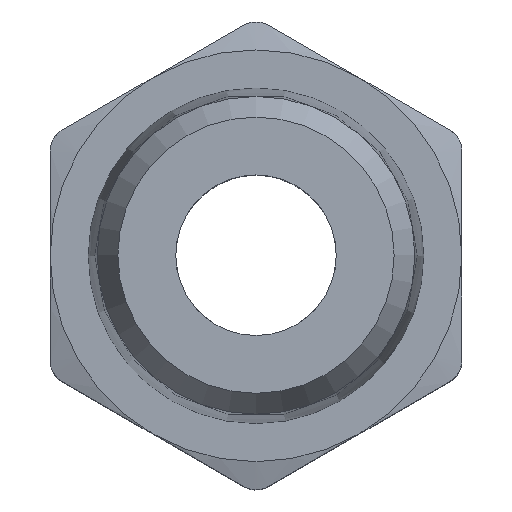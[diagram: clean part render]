
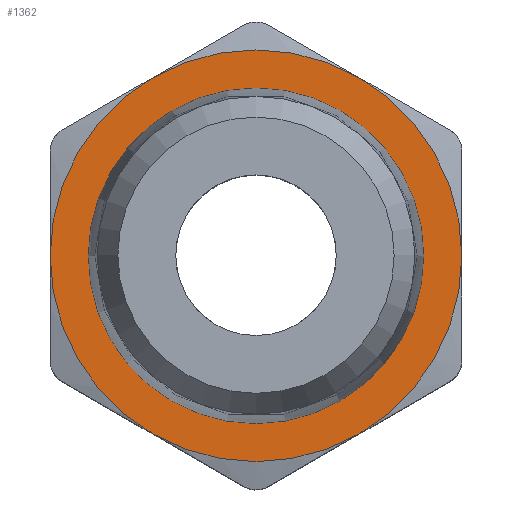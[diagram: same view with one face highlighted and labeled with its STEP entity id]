
A CAD part, top view. The second image highlights one B-rep face of the part: STEP entity #1362.
In plain terms, the highlighted planar face has unit normal (0, 0, 1).
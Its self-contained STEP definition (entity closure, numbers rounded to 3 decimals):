
#171=CIRCLE('',#1486,6.792);
#172=CIRCLE('',#1488,8.335);
#173=CIRCLE('',#1490,8.335);
#174=CIRCLE('',#1492,8.335);
#175=CIRCLE('',#1494,8.335);
#176=CIRCLE('',#1496,8.335);
#177=CIRCLE('',#1498,8.335);
#430=ORIENTED_EDGE('',*,*,#741,.F.);
#431=ORIENTED_EDGE('',*,*,#742,.T.);
#432=ORIENTED_EDGE('',*,*,#746,.T.);
#433=ORIENTED_EDGE('',*,*,#745,.T.);
#434=ORIENTED_EDGE('',*,*,#744,.T.);
#435=ORIENTED_EDGE('',*,*,#747,.T.);
#436=ORIENTED_EDGE('',*,*,#743,.T.);
#741=EDGE_CURVE('',#907,#907,#171,.T.);
#742=EDGE_CURVE('',#899,#894,#172,.T.);
#743=EDGE_CURVE('',#904,#899,#173,.T.);
#744=EDGE_CURVE('',#884,#879,#174,.T.);
#745=EDGE_CURVE('',#889,#884,#175,.T.);
#746=EDGE_CURVE('',#894,#889,#176,.T.);
#747=EDGE_CURVE('',#879,#904,#177,.T.);
#879=VERTEX_POINT('',#2261);
#884=VERTEX_POINT('',#2293);
#889=VERTEX_POINT('',#2325);
#894=VERTEX_POINT('',#2357);
#899=VERTEX_POINT('',#2389);
#904=VERTEX_POINT('',#2421);
#907=VERTEX_POINT('',#2434);
#1136=EDGE_LOOP('',(#430));
#1137=EDGE_LOOP('',(#431,#432,#433,#434,#435,#436));
#1244=FACE_BOUND('',#1136,.T.);
#1245=FACE_BOUND('',#1137,.T.);
#1299=PLANE('',#1497);
#1362=ADVANCED_FACE('',(#1244,#1245),#1299,.F.);
#1486=AXIS2_PLACEMENT_3D('',#2433,#1755,#1756);
#1488=AXIS2_PLACEMENT_3D('',#2436,#1759,#1760);
#1490=AXIS2_PLACEMENT_3D('',#2438,#1763,#1764);
#1492=AXIS2_PLACEMENT_3D('',#2440,#1767,#1768);
#1494=AXIS2_PLACEMENT_3D('',#2442,#1771,#1772);
#1496=AXIS2_PLACEMENT_3D('',#2444,#1775,#1776);
#1497=AXIS2_PLACEMENT_3D('',#2445,#1777,#1778);
#1498=AXIS2_PLACEMENT_3D('',#2446,#1779,#1780);
#1755=DIRECTION('',(0.,0.,1.));
#1756=DIRECTION('',(1.,0.,0.));
#1759=DIRECTION('',(0.,0.,1.));
#1760=DIRECTION('',(1.,0.,0.));
#1763=DIRECTION('',(0.,0.,1.));
#1764=DIRECTION('',(1.,0.,0.));
#1767=DIRECTION('',(0.,0.,1.));
#1768=DIRECTION('',(1.,0.,0.));
#1771=DIRECTION('',(0.,0.,1.));
#1772=DIRECTION('',(1.,0.,0.));
#1775=DIRECTION('',(0.,0.,1.));
#1776=DIRECTION('',(1.,0.,0.));
#1777=DIRECTION('',(0.,0.,-1.));
#1778=DIRECTION('',(-1.,0.,0.));
#1779=DIRECTION('',(0.,0.,1.));
#1780=DIRECTION('',(1.,0.,0.));
#2261=CARTESIAN_POINT('',(-8.335,0.,0.));
#2293=CARTESIAN_POINT('',(-4.168,7.218,0.));
#2325=CARTESIAN_POINT('',(4.168,7.218,0.));
#2357=CARTESIAN_POINT('',(8.335,0.,0.));
#2389=CARTESIAN_POINT('',(4.168,-7.218,0.));
#2421=CARTESIAN_POINT('',(-4.168,-7.218,0.));
#2433=CARTESIAN_POINT('',(0.,0.,0.));
#2434=CARTESIAN_POINT('',(6.792,0.,0.));
#2436=CARTESIAN_POINT('',(0.,0.,0.));
#2438=CARTESIAN_POINT('',(0.,0.,0.));
#2440=CARTESIAN_POINT('',(0.,0.,0.));
#2442=CARTESIAN_POINT('',(0.,0.,0.));
#2444=CARTESIAN_POINT('',(0.,0.,0.));
#2445=CARTESIAN_POINT('',(8.335,0.,0.));
#2446=CARTESIAN_POINT('',(0.,0.,0.));
